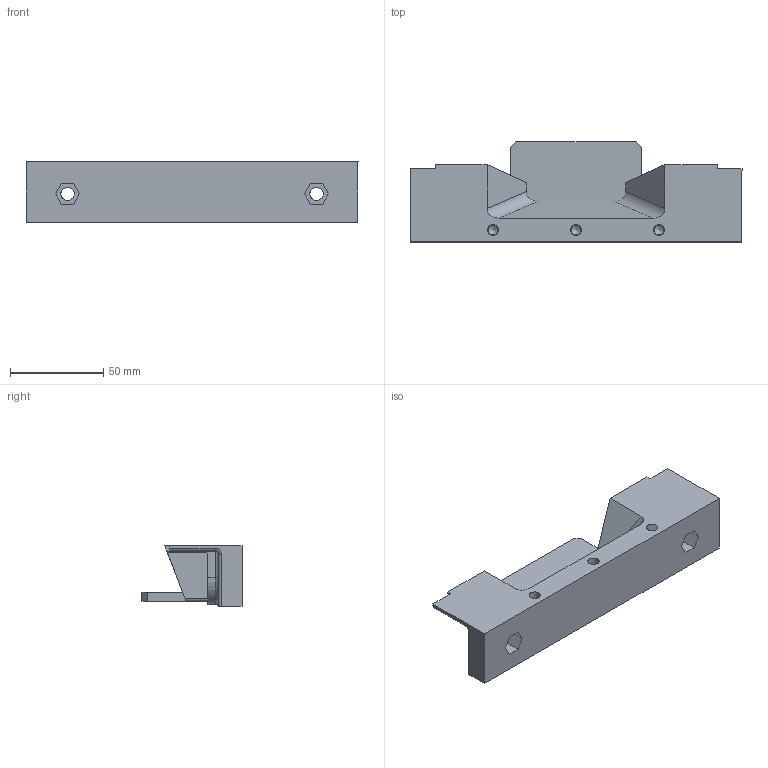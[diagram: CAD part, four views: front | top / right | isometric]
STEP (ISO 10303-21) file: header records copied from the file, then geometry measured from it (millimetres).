
FILE_DESCRIPTION(/* description */ ('HUD PANEL AFT SUPPORT'),/* implementation_level */ '2;1');
FILE_NAME(/* name */ 'OH1A1-23_MOD_B - HUD PANEL AFT SUPPORT v1 v6.step',/* time_stamp */ '2024-09-17T23:26:37+02:00',/* author */ (''),/* organization */ (''),/* preprocessor_version */ 'ST-DEVELOPER v20',/* originating_system */ 'Autodesk Translation Framework v13.14.0.145',/* authorisation */ '');
FILE_SCHEMA (('AUTOMOTIVE_DESIGN { 1 0 10303 214 3 1 1 }'));
Length unit declared in the file: inch
Products named in the file (1): OH1A1-23
Bounding box: 177.8 x 53.56 x 32.57 mm (x, y, z)
Volume: 124843.1 mm3; surface area: 31110.5 mm2
Topology: 1 solids, 1 shells, 97 faces, 249 edges, 159 vertices
Faces by surface type: plane 55, cylinder 26, torus 8, cone 6, bspline 2
Full cylindrical faces by diameter (mm): 5.055 x3, 7.142 x2
Entity records: 3066 total; most frequent: CARTESIAN_POINT 615, DIRECTION 512, ORIENTED_EDGE 492, EDGE_CURVE 246, AXIS2_PLACEMENT_3D 172, LINE 168, VECTOR 168, VERTEX_POINT 159
